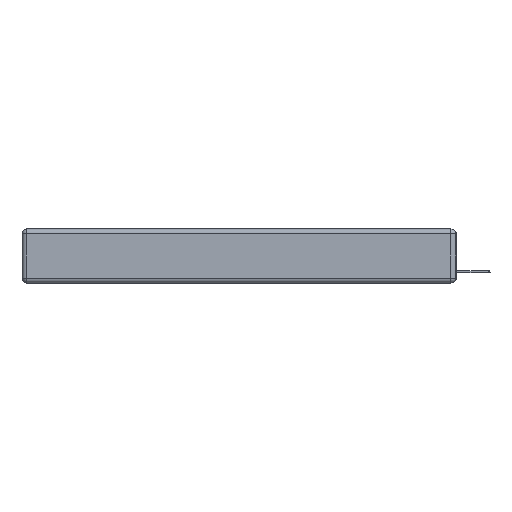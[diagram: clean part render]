
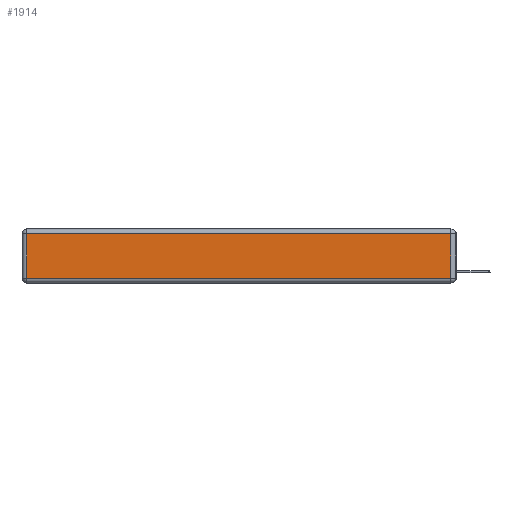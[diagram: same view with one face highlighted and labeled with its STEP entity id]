
A CAD part, left-side view. The second image highlights one B-rep face of the part: STEP entity #1914.
In plain terms, the highlighted planar face has unit normal (-1, 0, 0).
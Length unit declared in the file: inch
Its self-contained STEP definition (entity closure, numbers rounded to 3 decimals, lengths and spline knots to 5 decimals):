
#626 = LINE ( 'NONE', #11805, #12885 ) ;
#728 = LINE ( 'NONE', #5313, #14866 ) ;
#1340 = ORIENTED_EDGE ( 'NONE', *, *, #8405, .T. ) ;
#1914 = ADVANCED_FACE ( 'NONE', ( #14187 ), #6422, .T. ) ;
#5313 = CARTESIAN_POINT ( 'NONE',  ( 0., 0., -0.313 ) ) ;
#5345 = ORIENTED_EDGE ( 'NONE', *, *, #12605, .T. ) ;
#5740 = VERTEX_POINT ( 'NONE', #14018 ) ;
#6359 = DIRECTION ( 'NONE',  ( 0., 0., 1. ) ) ;
#6422 = PLANE ( 'NONE',  #9150 ) ;
#6441 = CARTESIAN_POINT ( 'NONE',  ( 0., 0.03, -0.313 ) ) ;
#6694 = ORIENTED_EDGE ( 'NONE', *, *, #15189, .T. ) ;
#6788 = CARTESIAN_POINT ( 'NONE',  ( 0., 2.72, -0.343 ) ) ;
#6956 = DIRECTION ( 'NONE',  ( 0., 0., -1. ) ) ;
#7543 = VERTEX_POINT ( 'NONE', #17110 ) ;
#8405 = EDGE_CURVE ( 'NONE', #8572, #7543, #17298, .T. ) ;
#8572 = VERTEX_POINT ( 'NONE', #6441 ) ;
#8762 = VECTOR ( 'NONE', #16086, 39.37008 ) ;
#9150 = AXIS2_PLACEMENT_3D ( 'NONE', #17018, #14278, #6359 ) ;
#10222 = EDGE_CURVE ( 'NONE', #14541, #8572, #728, .T. ) ;
#10473 = DIRECTION ( 'NONE',  ( 0., -1., 0. ) ) ;
#10711 = ORIENTED_EDGE ( 'NONE', *, *, #10222, .T. ) ;
#10822 = CARTESIAN_POINT ( 'NONE',  ( 0., 2.72, -0.313 ) ) ;
#11124 = VECTOR ( 'NONE', #6956, 39.37008 ) ;
#11805 = CARTESIAN_POINT ( 'NONE',  ( 0., 2.75, -0.03 ) ) ;
#11975 = LINE ( 'NONE', #6788, #11124 ) ;
#12135 = EDGE_LOOP ( 'NONE', ( #10711, #1340, #5345, #6694 ) ) ;
#12605 = EDGE_CURVE ( 'NONE', #7543, #5740, #626, .T. ) ;
#12885 = VECTOR ( 'NONE', #13396, 39.37008 ) ;
#13396 = DIRECTION ( 'NONE',  ( 0., 1., 0. ) ) ;
#13453 = CARTESIAN_POINT ( 'NONE',  ( 0., 0.03, -0.343 ) ) ;
#14018 = CARTESIAN_POINT ( 'NONE',  ( 0., 2.72, -0.03 ) ) ;
#14187 = FACE_OUTER_BOUND ( 'NONE', #12135, .T. ) ;
#14278 = DIRECTION ( 'NONE',  ( -1., 0., 0. ) ) ;
#14541 = VERTEX_POINT ( 'NONE', #10822 ) ;
#14866 = VECTOR ( 'NONE', #10473, 39.37008 ) ;
#15189 = EDGE_CURVE ( 'NONE', #5740, #14541, #11975, .T. ) ;
#16086 = DIRECTION ( 'NONE',  ( 0., 0., 1. ) ) ;
#17018 = CARTESIAN_POINT ( 'NONE',  ( 0., 0., -0.343 ) ) ;
#17110 = CARTESIAN_POINT ( 'NONE',  ( 0., 0.03, -0.03 ) ) ;
#17298 = LINE ( 'NONE', #13453, #8762 ) ;
